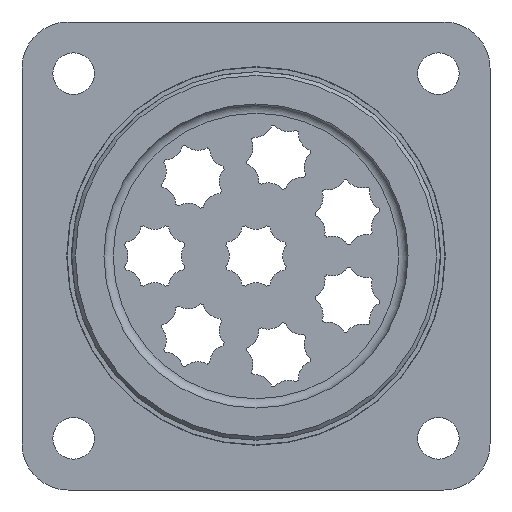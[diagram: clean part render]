
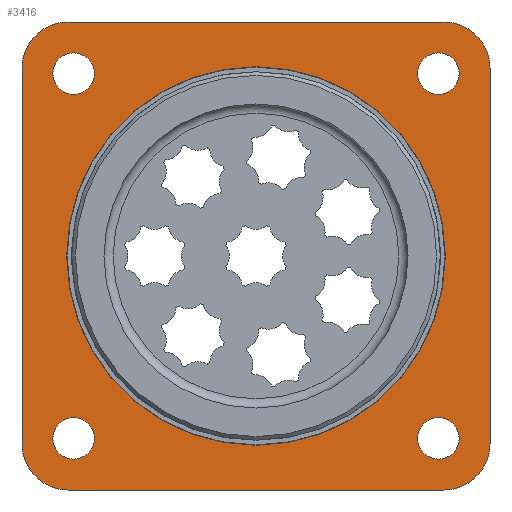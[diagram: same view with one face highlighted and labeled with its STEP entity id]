
A CAD part, left-side view. The second image highlights one B-rep face of the part: STEP entity #3416.
In plain terms, the highlighted planar face has unit normal (-1, 0, 0).
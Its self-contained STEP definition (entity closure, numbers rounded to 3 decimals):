
#402=CIRCLE('',#3851,20.55);
#403=CIRCLE('',#3852,2.25);
#404=CIRCLE('',#3853,2.25);
#405=CIRCLE('',#3854,2.25);
#406=CIRCLE('',#3855,2.25);
#407=CIRCLE('',#3856,5.);
#408=CIRCLE('',#3857,5.);
#409=CIRCLE('',#3858,5.);
#410=CIRCLE('',#3859,5.);
#1002=ORIENTED_EDGE('',*,*,#1906,.T.);
#1003=ORIENTED_EDGE('',*,*,#1907,.T.);
#1004=ORIENTED_EDGE('',*,*,#1908,.T.);
#1005=ORIENTED_EDGE('',*,*,#1909,.T.);
#1006=ORIENTED_EDGE('',*,*,#1910,.T.);
#1007=ORIENTED_EDGE('',*,*,#1911,.F.);
#1008=ORIENTED_EDGE('',*,*,#1912,.F.);
#1009=ORIENTED_EDGE('',*,*,#1913,.F.);
#1010=ORIENTED_EDGE('',*,*,#1914,.F.);
#1011=ORIENTED_EDGE('',*,*,#1915,.F.);
#1012=ORIENTED_EDGE('',*,*,#1916,.F.);
#1013=ORIENTED_EDGE('',*,*,#1917,.F.);
#1014=ORIENTED_EDGE('',*,*,#1918,.F.);
#1906=EDGE_CURVE('',#2336,#2336,#402,.T.);
#1907=EDGE_CURVE('',#2337,#2337,#403,.T.);
#1908=EDGE_CURVE('',#2338,#2338,#404,.T.);
#1909=EDGE_CURVE('',#2339,#2339,#405,.T.);
#1910=EDGE_CURVE('',#2340,#2340,#406,.T.);
#1911=EDGE_CURVE('',#2341,#2342,#2546,.T.);
#1912=EDGE_CURVE('',#2343,#2341,#407,.T.);
#1913=EDGE_CURVE('',#2344,#2343,#2547,.T.);
#1914=EDGE_CURVE('',#2345,#2344,#408,.T.);
#1915=EDGE_CURVE('',#2346,#2345,#2548,.T.);
#1916=EDGE_CURVE('',#2347,#2346,#409,.T.);
#1917=EDGE_CURVE('',#2348,#2347,#2549,.T.);
#1918=EDGE_CURVE('',#2342,#2348,#410,.T.);
#2336=VERTEX_POINT('',#6092);
#2337=VERTEX_POINT('',#6094);
#2338=VERTEX_POINT('',#6096);
#2339=VERTEX_POINT('',#6098);
#2340=VERTEX_POINT('',#6100);
#2341=VERTEX_POINT('',#6102);
#2342=VERTEX_POINT('',#6103);
#2343=VERTEX_POINT('',#6105);
#2344=VERTEX_POINT('',#6107);
#2345=VERTEX_POINT('',#6109);
#2346=VERTEX_POINT('',#6111);
#2347=VERTEX_POINT('',#6113);
#2348=VERTEX_POINT('',#6115);
#2546=LINE('',#6101,#2708);
#2547=LINE('',#6106,#2709);
#2548=LINE('',#6110,#2710);
#2549=LINE('',#6114,#2711);
#2708=VECTOR('',#4852,1000.);
#2709=VECTOR('',#4855,1000.);
#2710=VECTOR('',#4858,1000.);
#2711=VECTOR('',#4861,1000.);
#2833=EDGE_LOOP('',(#1002));
#2834=EDGE_LOOP('',(#1003));
#2835=EDGE_LOOP('',(#1004));
#2836=EDGE_LOOP('',(#1005));
#2837=EDGE_LOOP('',(#1006));
#2838=EDGE_LOOP('',(#1007,#1008,#1009,#1010,#1011,#1012,#1013,#1014));
#3118=FACE_BOUND('',#2833,.T.);
#3119=FACE_BOUND('',#2834,.T.);
#3120=FACE_BOUND('',#2835,.T.);
#3121=FACE_BOUND('',#2836,.T.);
#3122=FACE_BOUND('',#2837,.T.);
#3123=FACE_BOUND('',#2838,.T.);
#3306=PLANE('',#3850);
#3416=ADVANCED_FACE('',(#3118,#3119,#3120,#3121,#3122,#3123),#3306,.T.);
#3850=AXIS2_PLACEMENT_3D('',#6090,#4840,#4841);
#3851=AXIS2_PLACEMENT_3D('',#6091,#4842,#4843);
#3852=AXIS2_PLACEMENT_3D('',#6093,#4844,#4845);
#3853=AXIS2_PLACEMENT_3D('',#6095,#4846,#4847);
#3854=AXIS2_PLACEMENT_3D('',#6097,#4848,#4849);
#3855=AXIS2_PLACEMENT_3D('',#6099,#4850,#4851);
#3856=AXIS2_PLACEMENT_3D('',#6104,#4853,#4854);
#3857=AXIS2_PLACEMENT_3D('',#6108,#4856,#4857);
#3858=AXIS2_PLACEMENT_3D('',#6112,#4859,#4860);
#3859=AXIS2_PLACEMENT_3D('',#6116,#4862,#4863);
#4840=DIRECTION('',(-1.,0.,0.));
#4841=DIRECTION('',(0.,0.,1.));
#4842=DIRECTION('',(1.,0.,0.));
#4843=DIRECTION('',(0.,0.,-1.));
#4844=DIRECTION('',(1.,0.,0.));
#4845=DIRECTION('',(0.,0.,-1.));
#4846=DIRECTION('',(1.,0.,0.));
#4847=DIRECTION('',(0.,0.,-1.));
#4848=DIRECTION('',(1.,0.,0.));
#4849=DIRECTION('',(0.,0.,-1.));
#4850=DIRECTION('',(1.,0.,0.));
#4851=DIRECTION('',(0.,0.,-1.));
#4852=DIRECTION('',(0.,-1.,0.));
#4853=DIRECTION('',(1.,0.,0.));
#4854=DIRECTION('',(0.,0.,-1.));
#4855=DIRECTION('',(0.,0.,1.));
#4856=DIRECTION('',(1.,0.,0.));
#4857=DIRECTION('',(0.,0.,-1.));
#4858=DIRECTION('',(0.,1.,0.));
#4859=DIRECTION('',(1.,0.,0.));
#4860=DIRECTION('',(0.,0.,-1.));
#4861=DIRECTION('',(0.,0.,-1.));
#4862=DIRECTION('',(1.,0.,0.));
#4863=DIRECTION('',(0.,0.,-1.));
#6090=CARTESIAN_POINT('',(0.,21.75,0.));
#6091=CARTESIAN_POINT('',(0.,0.,0.));
#6092=CARTESIAN_POINT('',(0.,0.,-20.55));
#6093=CARTESIAN_POINT('',(0.,19.8,19.8));
#6094=CARTESIAN_POINT('',(0.,19.8,17.55));
#6095=CARTESIAN_POINT('',(0.,-19.8,19.8));
#6096=CARTESIAN_POINT('',(0.,-19.8,17.55));
#6097=CARTESIAN_POINT('',(0.,-19.8,-19.8));
#6098=CARTESIAN_POINT('',(0.,-19.8,-22.05));
#6099=CARTESIAN_POINT('',(0.,19.8,-19.8));
#6100=CARTESIAN_POINT('',(0.,19.8,-22.05));
#6101=CARTESIAN_POINT('',(0.,20.4,25.4));
#6102=CARTESIAN_POINT('',(0.,20.4,25.4));
#6103=CARTESIAN_POINT('',(0.,-20.4,25.4));
#6104=CARTESIAN_POINT('',(0.,20.4,20.4));
#6105=CARTESIAN_POINT('',(0.,25.4,20.4));
#6106=CARTESIAN_POINT('',(0.,25.4,-20.4));
#6107=CARTESIAN_POINT('',(0.,25.4,-20.4));
#6108=CARTESIAN_POINT('',(0.,20.4,-20.4));
#6109=CARTESIAN_POINT('',(0.,20.4,-25.4));
#6110=CARTESIAN_POINT('',(0.,-20.4,-25.4));
#6111=CARTESIAN_POINT('',(0.,-20.4,-25.4));
#6112=CARTESIAN_POINT('',(0.,-20.4,-20.4));
#6113=CARTESIAN_POINT('',(0.,-25.4,-20.4));
#6114=CARTESIAN_POINT('',(0.,-25.4,20.4));
#6115=CARTESIAN_POINT('',(0.,-25.4,20.4));
#6116=CARTESIAN_POINT('',(0.,-20.4,20.4));
